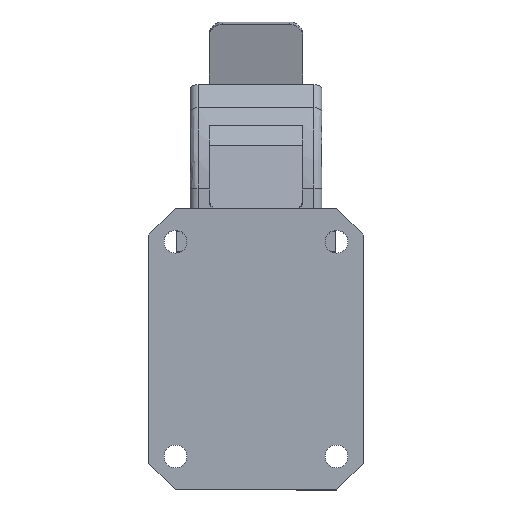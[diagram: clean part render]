
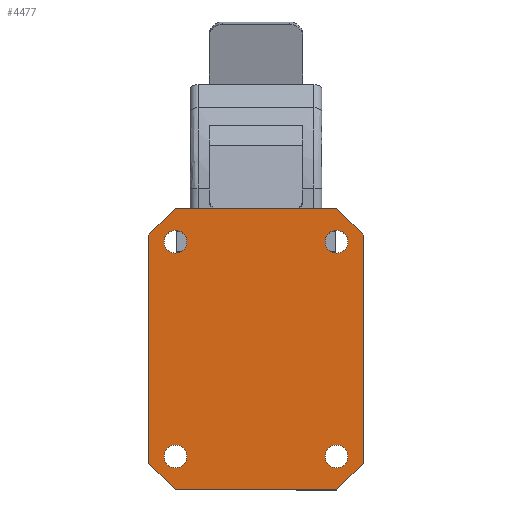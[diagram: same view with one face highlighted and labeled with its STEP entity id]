
A CAD part, top view. The second image highlights one B-rep face of the part: STEP entity #4477.
In plain terms, the highlighted planar face has unit normal (0, 0, 1).
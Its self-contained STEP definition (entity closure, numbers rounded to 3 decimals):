
#26 = CARTESIAN_POINT ( 'NONE',  ( -40., 42.5, 108. ) ) ;
#107 = DIRECTION ( 'NONE',  ( 0., 1., 0. ) ) ;
#123 = CARTESIAN_POINT ( 'NONE',  ( -30., -40., 108. ) ) ;
#212 = VERTEX_POINT ( 'NONE', #2056 ) ;
#276 = DIRECTION ( 'NONE',  ( 1., 0., 0. ) ) ;
#292 = CIRCLE ( 'NONE', #3656, 4.25 ) ;
#295 = VERTEX_POINT ( 'NONE', #7282 ) ;
#331 = CARTESIAN_POINT ( 'NONE',  ( -25.75, -40., 108. ) ) ;
#468 = ORIENTED_EDGE ( 'NONE', *, *, #4819, .T. ) ;
#550 = ORIENTED_EDGE ( 'NONE', *, *, #740, .T. ) ;
#573 = ORIENTED_EDGE ( 'NONE', *, *, #1580, .T. ) ;
#710 = VERTEX_POINT ( 'NONE', #3262 ) ;
#740 = EDGE_CURVE ( 'NONE', #4727, #4185, #1693, .T. ) ;
#948 = AXIS2_PLACEMENT_3D ( 'NONE', #6826, #7463, #4870 ) ;
#966 = VERTEX_POINT ( 'NONE', #5562 ) ;
#1003 = CARTESIAN_POINT ( 'NONE',  ( -40., -18.75, 108. ) ) ;
#1018 = DIRECTION ( 'NONE',  ( 0., 0., -1. ) ) ;
#1052 = VERTEX_POINT ( 'NONE', #331 ) ;
#1115 = AXIS2_PLACEMENT_3D ( 'NONE', #1360, #3277, #3305 ) ;
#1123 = DIRECTION ( 'NONE',  ( 1., 0., 0. ) ) ;
#1154 = CARTESIAN_POINT ( 'NONE',  ( 0., 52.5, 108. ) ) ;
#1180 = EDGE_CURVE ( 'NONE', #2487, #7368, #6457, .T. ) ;
#1275 = EDGE_CURVE ( 'NONE', #5609, #4727, #5467, .T. ) ;
#1306 = DIRECTION ( 'NONE',  ( 0.707, -0.707, 0. ) ) ;
#1338 = CARTESIAN_POINT ( 'NONE',  ( 40., -18.75, 108. ) ) ;
#1360 = CARTESIAN_POINT ( 'NONE',  ( 0., -18.75, 108. ) ) ;
#1527 = CARTESIAN_POINT ( 'NONE',  ( 34.25, -40., 108. ) ) ;
#1580 = EDGE_CURVE ( 'NONE', #710, #5609, #5147, .T. ) ;
#1598 = DIRECTION ( 'NONE',  ( 0., -1., 0. ) ) ;
#1693 = LINE ( 'NONE', #7962, #5880 ) ;
#1713 = ORIENTED_EDGE ( 'NONE', *, *, #6020, .T. ) ;
#1716 = DIRECTION ( 'NONE',  ( -1., 0., 0. ) ) ;
#1778 = CIRCLE ( 'NONE', #6542, 4.25 ) ;
#1890 = VERTEX_POINT ( 'NONE', #1527 ) ;
#1931 = EDGE_LOOP ( 'NONE', ( #8076, #5476 ) ) ;
#1951 = CARTESIAN_POINT ( 'NONE',  ( 25.75, -40., 108. ) ) ;
#2051 = CIRCLE ( 'NONE', #6461, 4.25 ) ;
#2056 = CARTESIAN_POINT ( 'NONE',  ( -34.25, -40., 108. ) ) ;
#2101 = CIRCLE ( 'NONE', #948, 4.25 ) ;
#2167 = CARTESIAN_POINT ( 'NONE',  ( 30., -40., 108. ) ) ;
#2194 = EDGE_CURVE ( 'NONE', #4958, #2487, #6999, .T. ) ;
#2294 = EDGE_CURVE ( 'NONE', #3928, #7155, #2594, .T. ) ;
#2407 = VERTEX_POINT ( 'NONE', #1951 ) ;
#2448 = AXIS2_PLACEMENT_3D ( 'NONE', #4297, #6261, #4268 ) ;
#2487 = VERTEX_POINT ( 'NONE', #5113 ) ;
#2491 = AXIS2_PLACEMENT_3D ( 'NONE', #123, #7612, #6005 ) ;
#2502 = VECTOR ( 'NONE', #3283, 1000. ) ;
#2537 = VERTEX_POINT ( 'NONE', #26 ) ;
#2594 = CIRCLE ( 'NONE', #2448, 4.25 ) ;
#2633 = ORIENTED_EDGE ( 'NONE', *, *, #1180, .T. ) ;
#2704 = VECTOR ( 'NONE', #1598, 1000. ) ;
#2751 = AXIS2_PLACEMENT_3D ( 'NONE', #8201, #4124, #6528 ) ;
#2897 = DIRECTION ( 'NONE',  ( -0.707, 0.707, 0. ) ) ;
#3008 = CARTESIAN_POINT ( 'NONE',  ( 40., 42.5, 108. ) ) ;
#3030 = ORIENTED_EDGE ( 'NONE', *, *, #4575, .T. ) ;
#3050 = EDGE_CURVE ( 'NONE', #4185, #4958, #8190, .T. ) ;
#3151 = CARTESIAN_POINT ( 'NONE',  ( -30., -52.5, 108. ) ) ;
#3179 = AXIS2_PLACEMENT_3D ( 'NONE', #2167, #3433, #7870 ) ;
#3262 = CARTESIAN_POINT ( 'NONE',  ( -40., -42.5, 108. ) ) ;
#3277 = DIRECTION ( 'NONE',  ( 0., 0., 1. ) ) ;
#3283 = DIRECTION ( 'NONE',  ( -0.707, -0.707, 0. ) ) ;
#3305 = DIRECTION ( 'NONE',  ( 1., 0., 0. ) ) ;
#3433 = DIRECTION ( 'NONE',  ( 0., 0., -1. ) ) ;
#3453 = CIRCLE ( 'NONE', #3179, 4.25 ) ;
#3497 = DIRECTION ( 'NONE',  ( 0.707, 0.707, 0. ) ) ;
#3656 = AXIS2_PLACEMENT_3D ( 'NONE', #5321, #7171, #8064 ) ;
#3779 = FACE_BOUND ( 'NONE', #3846, .T. ) ;
#3846 = EDGE_LOOP ( 'NONE', ( #7716, #4462 ) ) ;
#3922 = CIRCLE ( 'NONE', #2491, 4.25 ) ;
#3928 = VERTEX_POINT ( 'NONE', #6437 ) ;
#3951 = ORIENTED_EDGE ( 'NONE', *, *, #2294, .T. ) ;
#3963 = VECTOR ( 'NONE', #1123, 1000. ) ;
#4082 = FACE_OUTER_BOUND ( 'NONE', #6192, .T. ) ;
#4124 = DIRECTION ( 'NONE',  ( 0., 0., -1. ) ) ;
#4185 = VERTEX_POINT ( 'NONE', #5210 ) ;
#4207 = CARTESIAN_POINT ( 'NONE',  ( 34.25, 40., 108. ) ) ;
#4268 = DIRECTION ( 'NONE',  ( 1., 0., 0. ) ) ;
#4278 = ORIENTED_EDGE ( 'NONE', *, *, #5530, .T. ) ;
#4297 = CARTESIAN_POINT ( 'NONE',  ( 30., 40., 108. ) ) ;
#4440 = CARTESIAN_POINT ( 'NONE',  ( -30., 52.5, 108. ) ) ;
#4462 = ORIENTED_EDGE ( 'NONE', *, *, #4698, .T. ) ;
#4477 = ADVANCED_FACE ( 'NONE', ( #6381, #3779, #4592, #4887, #4082 ), #5870, .T. ) ;
#4575 = EDGE_CURVE ( 'NONE', #2537, #710, #6660, .T. ) ;
#4592 = FACE_BOUND ( 'NONE', #7132, .T. ) ;
#4698 = EDGE_CURVE ( 'NONE', #212, #1052, #292, .T. ) ;
#4727 = VERTEX_POINT ( 'NONE', #5624 ) ;
#4783 = VECTOR ( 'NONE', #1716, 1000. ) ;
#4819 = EDGE_CURVE ( 'NONE', #7155, #3928, #2101, .T. ) ;
#4870 = DIRECTION ( 'NONE',  ( 1., 0., 0. ) ) ;
#4887 = FACE_BOUND ( 'NONE', #6674, .T. ) ;
#4958 = VERTEX_POINT ( 'NONE', #3008 ) ;
#5113 = CARTESIAN_POINT ( 'NONE',  ( 30., 52.5, 108. ) ) ;
#5147 = LINE ( 'NONE', #7587, #6434 ) ;
#5210 = CARTESIAN_POINT ( 'NONE',  ( 40., -42.5, 108. ) ) ;
#5321 = CARTESIAN_POINT ( 'NONE',  ( -30., -40., 108. ) ) ;
#5421 = CIRCLE ( 'NONE', #2751, 4.25 ) ;
#5467 = LINE ( 'NONE', #6165, #3963 ) ;
#5476 = ORIENTED_EDGE ( 'NONE', *, *, #6693, .T. ) ;
#5530 = EDGE_CURVE ( 'NONE', #295, #966, #1778, .T. ) ;
#5562 = CARTESIAN_POINT ( 'NONE',  ( -25.75, 40., 108. ) ) ;
#5609 = VERTEX_POINT ( 'NONE', #3151 ) ;
#5624 = CARTESIAN_POINT ( 'NONE',  ( 30., -52.5, 108. ) ) ;
#5634 = ORIENTED_EDGE ( 'NONE', *, *, #2194, .T. ) ;
#5870 = PLANE ( 'NONE',  #1115 ) ;
#5880 = VECTOR ( 'NONE', #3497, 1000. ) ;
#5948 = CARTESIAN_POINT ( 'NONE',  ( -30., 40., 108. ) ) ;
#6005 = DIRECTION ( 'NONE',  ( 1., 0., 0. ) ) ;
#6020 = EDGE_CURVE ( 'NONE', #7368, #2537, #6848, .T. ) ;
#6119 = CARTESIAN_POINT ( 'NONE',  ( 40., 42.5, 108. ) ) ;
#6165 = CARTESIAN_POINT ( 'NONE',  ( 0., -52.5, 108. ) ) ;
#6192 = EDGE_LOOP ( 'NONE', ( #550, #7290, #5634, #2633, #1713, #3030, #573, #6824 ) ) ;
#6261 = DIRECTION ( 'NONE',  ( 0., 0., -1. ) ) ;
#6381 = FACE_BOUND ( 'NONE', #1931, .T. ) ;
#6434 = VECTOR ( 'NONE', #1306, 1000. ) ;
#6437 = CARTESIAN_POINT ( 'NONE',  ( 25.75, 40., 108. ) ) ;
#6457 = LINE ( 'NONE', #1154, #4783 ) ;
#6461 = AXIS2_PLACEMENT_3D ( 'NONE', #7629, #1018, #7363 ) ;
#6510 = VECTOR ( 'NONE', #107, 1000. ) ;
#6528 = DIRECTION ( 'NONE',  ( 1., 0., 0. ) ) ;
#6542 = AXIS2_PLACEMENT_3D ( 'NONE', #5948, #7251, #276 ) ;
#6660 = LINE ( 'NONE', #1003, #2704 ) ;
#6674 = EDGE_LOOP ( 'NONE', ( #468, #3951 ) ) ;
#6693 = EDGE_CURVE ( 'NONE', #2407, #1890, #3453, .T. ) ;
#6822 = CARTESIAN_POINT ( 'NONE',  ( -30., 52.5, 108. ) ) ;
#6824 = ORIENTED_EDGE ( 'NONE', *, *, #1275, .T. ) ;
#6826 = CARTESIAN_POINT ( 'NONE',  ( 30., 40., 108. ) ) ;
#6848 = LINE ( 'NONE', #4440, #2502 ) ;
#6877 = ORIENTED_EDGE ( 'NONE', *, *, #7325, .T. ) ;
#6891 = VECTOR ( 'NONE', #2897, 1000. ) ;
#6999 = LINE ( 'NONE', #6119, #6891 ) ;
#7132 = EDGE_LOOP ( 'NONE', ( #6877, #4278 ) ) ;
#7155 = VERTEX_POINT ( 'NONE', #4207 ) ;
#7171 = DIRECTION ( 'NONE',  ( 0., 0., -1. ) ) ;
#7251 = DIRECTION ( 'NONE',  ( 0., 0., -1. ) ) ;
#7282 = CARTESIAN_POINT ( 'NONE',  ( -34.25, 40., 108. ) ) ;
#7290 = ORIENTED_EDGE ( 'NONE', *, *, #3050, .T. ) ;
#7325 = EDGE_CURVE ( 'NONE', #966, #295, #5421, .T. ) ;
#7363 = DIRECTION ( 'NONE',  ( 1., 0., 0. ) ) ;
#7368 = VERTEX_POINT ( 'NONE', #6822 ) ;
#7381 = EDGE_CURVE ( 'NONE', #1890, #2407, #2051, .T. ) ;
#7416 = EDGE_CURVE ( 'NONE', #1052, #212, #3922, .T. ) ;
#7463 = DIRECTION ( 'NONE',  ( 0., 0., -1. ) ) ;
#7587 = CARTESIAN_POINT ( 'NONE',  ( -40., -42.5, 108. ) ) ;
#7612 = DIRECTION ( 'NONE',  ( 0., 0., -1. ) ) ;
#7629 = CARTESIAN_POINT ( 'NONE',  ( 30., -40., 108. ) ) ;
#7716 = ORIENTED_EDGE ( 'NONE', *, *, #7416, .T. ) ;
#7870 = DIRECTION ( 'NONE',  ( 1., 0., 0. ) ) ;
#7962 = CARTESIAN_POINT ( 'NONE',  ( 30., -52.5, 108. ) ) ;
#8064 = DIRECTION ( 'NONE',  ( 1., 0., 0. ) ) ;
#8076 = ORIENTED_EDGE ( 'NONE', *, *, #7381, .T. ) ;
#8190 = LINE ( 'NONE', #1338, #6510 ) ;
#8201 = CARTESIAN_POINT ( 'NONE',  ( -30., 40., 108. ) ) ;
